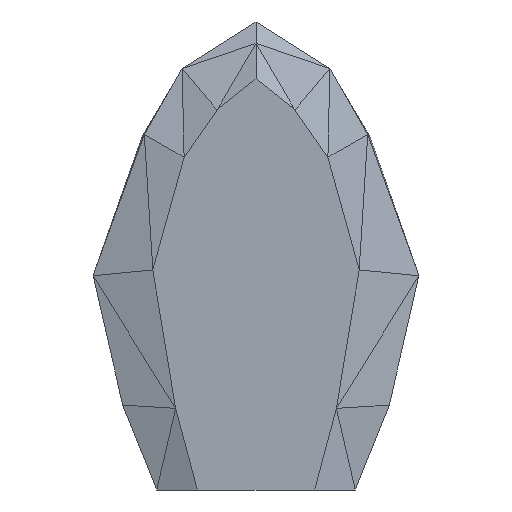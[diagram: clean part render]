
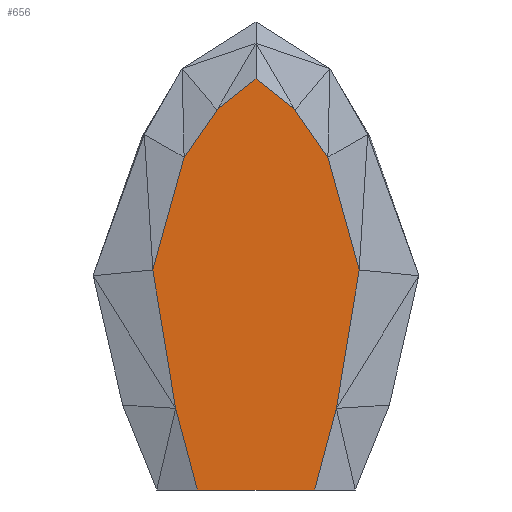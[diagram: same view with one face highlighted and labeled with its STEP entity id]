
A CAD part, front view. The second image highlights one B-rep face of the part: STEP entity #656.
In plain terms, the highlighted planar face has unit normal (0, -1, 0).
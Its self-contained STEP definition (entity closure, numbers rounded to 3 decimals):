
#656=ADVANCED_FACE('',(#1134),#1136,.T.);
#1134=FACE_BOUND('',#1135,.T.);
#1135=EDGE_LOOP('',(#1347,#1348,#1349,#1350,#1351,#1352,#1353,#1354,#1355,#1356,
#1357,#1358));
#1136=PLANE('',#1137);
#1137=AXIS2_PLACEMENT_3D('',#1138,#1139,#1140);
#1138=CARTESIAN_POINT('',(-32.767,-1.132,7.366));
#1139=DIRECTION('',(0.,-1.,0.));
#1140=DIRECTION('',(0.257,0.,-0.966));
#1347=ORIENTED_EDGE('',*,*,#1373,.F.);
#1348=ORIENTED_EDGE('',*,*,#1467,.F.);
#1349=ORIENTED_EDGE('',*,*,#1466,.F.);
#1350=ORIENTED_EDGE('',*,*,#1430,.F.);
#1351=ORIENTED_EDGE('',*,*,#1459,.F.);
#1352=ORIENTED_EDGE('',*,*,#1461,.F.);
#1353=ORIENTED_EDGE('',*,*,#1435,.F.);
#1354=ORIENTED_EDGE('',*,*,#1463,.T.);
#1355=ORIENTED_EDGE('',*,*,#1411,.T.);
#1356=ORIENTED_EDGE('',*,*,#1377,.F.);
#1357=ORIENTED_EDGE('',*,*,#1409,.F.);
#1358=ORIENTED_EDGE('',*,*,#1406,.F.);
#1373=EDGE_CURVE('',#1495,#1497,#1498,.T.);
#1377=EDGE_CURVE('',#1504,#1505,#1506,.T.);
#1406=EDGE_CURVE('',#1497,#1549,#1550,.T.);
#1409=EDGE_CURVE('',#1549,#1504,#1553,.T.);
#1411=EDGE_CURVE('',#1555,#1505,#1556,.T.);
#1430=EDGE_CURVE('',#1584,#1587,#1588,.T.);
#1435=EDGE_CURVE('',#1593,#1590,#1595,.T.);
#1459=EDGE_CURVE('',#1626,#1584,#1628,.T.);
#1461=EDGE_CURVE('',#1590,#1626,#1630,.T.);
#1463=EDGE_CURVE('',#1593,#1555,#1632,.T.);
#1466=EDGE_CURVE('',#1587,#1635,#1636,.T.);
#1467=EDGE_CURVE('',#1637,#1495,#1638,.T.);
#1495=VERTEX_POINT('',#1692);
#1497=VERTEX_POINT('',#1696);
#1498=LINE('',#1697,#1698);
#1504=VERTEX_POINT('',#1711);
#1505=VERTEX_POINT('',#1712);
#1506=LINE('',#1713,#1714);
#1549=VERTEX_POINT('',#1814);
#1550=LINE('',#1815,#1816);
#1553=LINE('',#1824,#1825);
#1555=VERTEX_POINT('',#1830);
#1556=LINE('',#1831,#1832);
#1584=VERTEX_POINT('',#1893);
#1587=VERTEX_POINT('',#1900);
#1588=LINE('',#1901,#1902);
#1590=VERTEX_POINT('',#1907);
#1593=VERTEX_POINT('',#1914);
#1595=LINE('',#1918,#1919);
#1626=VERTEX_POINT('',#1995);
#1628=LINE('',#1999,#2000);
#1630=LINE('',#2005,#2006);
#1632=LINE('',#2011,#2012);
#1635=VERTEX_POINT('',#2020);
#1636=LINE('',#2021,#2022);
#1637=VERTEX_POINT('',#2024);
#1638=LINE('',#2025,#2026);
#1692=CARTESIAN_POINT('',(-29.326,-1.132,-5.578));
#1696=CARTESIAN_POINT('',(-32.767,-1.132,7.366));
#1697=CARTESIAN_POINT('',(-29.326,-1.132,-5.578));
#1698=VECTOR('',#1699,1.);
#1699=DIRECTION('',(-0.257,0.,0.966));
#1711=CARTESIAN_POINT('',(-31.423,-1.132,47.197));
#1712=CARTESIAN_POINT('',(-26.21,-1.132,54.669));
#1713=CARTESIAN_POINT('',(-31.423,-1.132,47.197));
#1714=VECTOR('',#1715,1.);
#1715=DIRECTION('',(0.572,0.,0.82));
#1814=CARTESIAN_POINT('',(-36.383,-1.132,29.318));
#1815=CARTESIAN_POINT('',(-32.767,-1.132,7.366));
#1816=VECTOR('',#1817,1.);
#1817=DIRECTION('',(-0.163,0.,0.987));
#1824=CARTESIAN_POINT('',(-36.383,-1.132,29.318));
#1825=VECTOR('',#1826,1.);
#1826=DIRECTION('',(0.267,0.,0.964));
#1830=CARTESIAN_POINT('',(-20.022,-1.132,59.614));
#1831=CARTESIAN_POINT('',(-20.022,-1.132,59.614));
#1832=VECTOR('',#1833,1.);
#1833=DIRECTION('',(-0.781,0.,-0.624));
#1893=CARTESIAN_POINT('',(-7.277,-1.132,7.366));
#1900=CARTESIAN_POINT('',(-10.718,-1.132,-5.578));
#1901=CARTESIAN_POINT('',(-7.277,-1.132,7.366));
#1902=VECTOR('',#1903,1.);
#1903=DIRECTION('',(-0.257,0.,-0.966));
#1907=CARTESIAN_POINT('',(-8.621,-1.132,47.197));
#1914=CARTESIAN_POINT('',(-13.834,-1.132,54.669));
#1918=CARTESIAN_POINT('',(-13.834,-1.132,54.669));
#1919=VECTOR('',#1920,1.);
#1920=DIRECTION('',(0.572,0.,-0.82));
#1995=CARTESIAN_POINT('',(-3.661,-1.132,29.318));
#1999=CARTESIAN_POINT('',(-3.661,-1.132,29.318));
#2000=VECTOR('',#2001,1.);
#2001=DIRECTION('',(-0.163,0.,-0.987));
#2005=CARTESIAN_POINT('',(-8.621,-1.132,47.197));
#2006=VECTOR('',#2007,1.);
#2007=DIRECTION('',(0.267,0.,-0.964));
#2011=CARTESIAN_POINT('',(-13.834,-1.132,54.669));
#2012=VECTOR('',#2013,1.);
#2013=DIRECTION('',(-0.781,0.,0.624));
#2020=CARTESIAN_POINT('',(-20.022,-1.132,-5.578));
#2021=CARTESIAN_POINT('',(-10.718,-1.132,-5.578));
#2022=VECTOR('',#2023,1.);
#2023=DIRECTION('',(-1.,0.,0.));
#2024=CARTESIAN_POINT('',(-20.022,-1.132,-5.578));
#2025=CARTESIAN_POINT('',(-20.022,-1.132,-5.578));
#2026=VECTOR('',#2027,1.);
#2027=DIRECTION('',(-1.,0.,0.));
